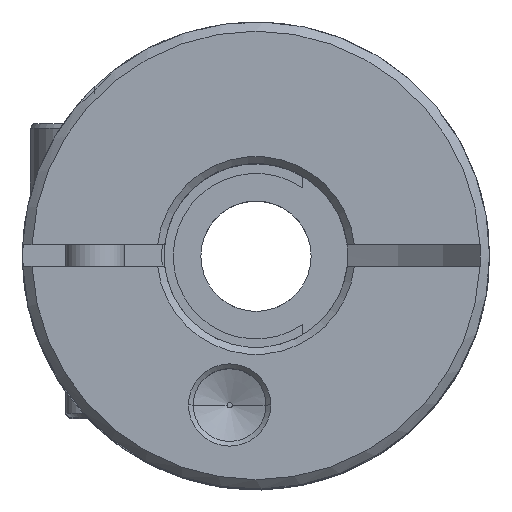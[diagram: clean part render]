
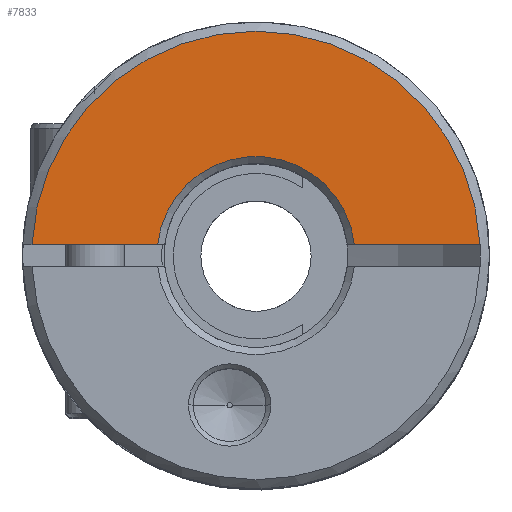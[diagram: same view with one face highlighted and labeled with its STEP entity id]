
A CAD part, top view. The second image highlights one B-rep face of the part: STEP entity #7833.
In plain terms, the highlighted planar face has unit normal (0, 0, 1).
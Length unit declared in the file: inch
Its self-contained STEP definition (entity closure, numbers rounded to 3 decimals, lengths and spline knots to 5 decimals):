
#93 = DIRECTION ( 'NONE',  ( 1., 0., 0. ) ) ;
#242 = EDGE_CURVE ( 'NONE', #2191, #6913, #3168, .T. ) ;
#382 = CARTESIAN_POINT ( 'NONE',  ( 0.21055, 0.02344, 0.35 ) ) ;
#533 = VERTEX_POINT ( 'NONE', #3094 ) ;
#558 = DIRECTION ( 'NONE',  ( 1., 0., 0. ) ) ;
#683 = CARTESIAN_POINT ( 'NONE',  ( 0., 0., 0.35 ) ) ;
#725 = DIRECTION ( 'NONE',  ( 1., 0., 0. ) ) ;
#892 = CARTESIAN_POINT ( 'NONE',  ( -0.47943, 0.02344, 0.35 ) ) ;
#1195 = ORIENTED_EDGE ( 'NONE', *, *, #242, .T. ) ;
#1339 = DIRECTION ( 'NONE',  ( 1., 0., 0. ) ) ;
#1354 = VERTEX_POINT ( 'NONE', #892 ) ;
#1680 = EDGE_LOOP ( 'NONE', ( #3097, #4575, #5259, #1195 ) ) ;
#1718 = FACE_OUTER_BOUND ( 'NONE', #1680, .T. ) ;
#2052 = DIRECTION ( 'NONE',  ( 0., 0., 1. ) ) ;
#2077 = CARTESIAN_POINT ( 'NONE',  ( 0.48, 0.02344, 0.35 ) ) ;
#2126 = DIRECTION ( 'NONE',  ( 1., 0., 0. ) ) ;
#2191 = VERTEX_POINT ( 'NONE', #7847 ) ;
#2571 = EDGE_CURVE ( 'NONE', #1354, #2191, #3004, .T. ) ;
#2611 = VECTOR ( 'NONE', #1339, 39.37008 ) ;
#3004 = LINE ( 'NONE', #4562, #2611 ) ;
#3094 = CARTESIAN_POINT ( 'NONE',  ( 0.47943, 0.02344, 0.35 ) ) ;
#3097 = ORIENTED_EDGE ( 'NONE', *, *, #6809, .T. ) ;
#3168 = CIRCLE ( 'NONE', #7942, 0.21185 ) ;
#3201 = AXIS2_PLACEMENT_3D ( 'NONE', #4612, #2052, #93 ) ;
#3274 = DIRECTION ( 'NONE',  ( 0., 0., -1. ) ) ;
#3733 = LINE ( 'NONE', #2077, #6746 ) ;
#4562 = CARTESIAN_POINT ( 'NONE',  ( 0.48, 0.02344, 0.35 ) ) ;
#4575 = ORIENTED_EDGE ( 'NONE', *, *, #5760, .T. ) ;
#4612 = CARTESIAN_POINT ( 'NONE',  ( 0., 0., 0.35 ) ) ;
#5259 = ORIENTED_EDGE ( 'NONE', *, *, #2571, .T. ) ;
#5760 = EDGE_CURVE ( 'NONE', #533, #1354, #7132, .T. ) ;
#5935 = AXIS2_PLACEMENT_3D ( 'NONE', #6423, #7072, #2126 ) ;
#5956 = PLANE ( 'NONE',  #3201 ) ;
#6423 = CARTESIAN_POINT ( 'NONE',  ( 0., 0., 0.35 ) ) ;
#6746 = VECTOR ( 'NONE', #725, 39.37008 ) ;
#6809 = EDGE_CURVE ( 'NONE', #6913, #533, #3733, .T. ) ;
#6913 = VERTEX_POINT ( 'NONE', #382 ) ;
#7072 = DIRECTION ( 'NONE',  ( 0., 0., 1. ) ) ;
#7132 = CIRCLE ( 'NONE', #5935, 0.48 ) ;
#7833 = ADVANCED_FACE ( 'NONE', ( #1718 ), #5956, .T. ) ;
#7847 = CARTESIAN_POINT ( 'NONE',  ( -0.21055, 0.02344, 0.35 ) ) ;
#7942 = AXIS2_PLACEMENT_3D ( 'NONE', #683, #3274, #558 ) ;
